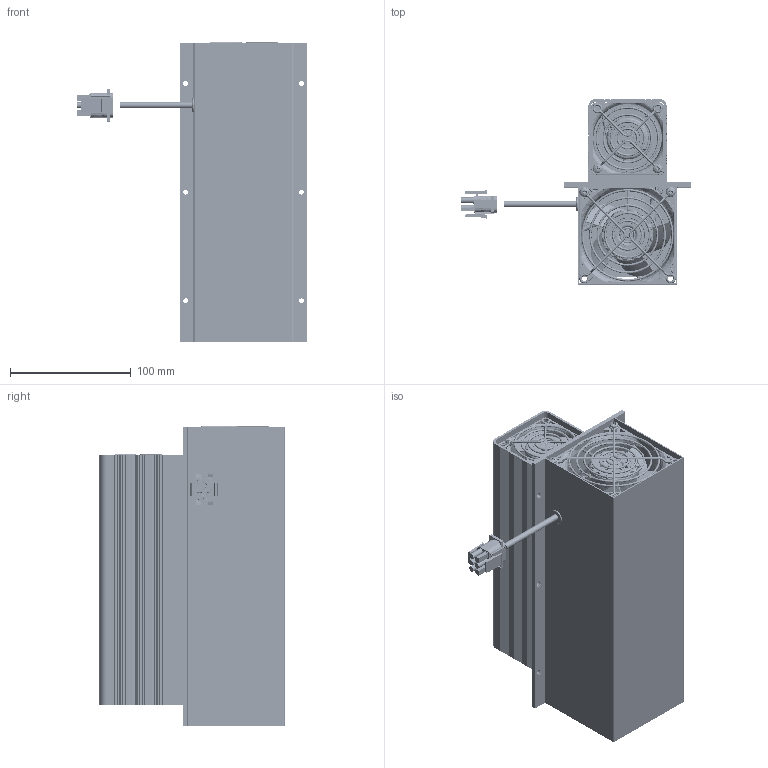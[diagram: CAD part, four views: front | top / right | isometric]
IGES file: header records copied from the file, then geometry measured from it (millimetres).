
Start section: SolidWorks IGES file using analytic representation for surfaces
Global section: file name: 4H錨璃1.IGS; native system: SolidWorks 2016; preprocessor: SolidWorks 2016; author: Jia.Zhi; date: 181124.115120; units: millimetre
Bounding box: 191.47 x 153.5 x 248.25 mm (x, y, z)
Surface area: 669494.2 mm2 (no closed solid volume)
Topology: 0 solids, 6 shells, 7175 faces, 79136 edges, 78765 vertices
Faces by surface type: bspline 4571, revolution 2604
